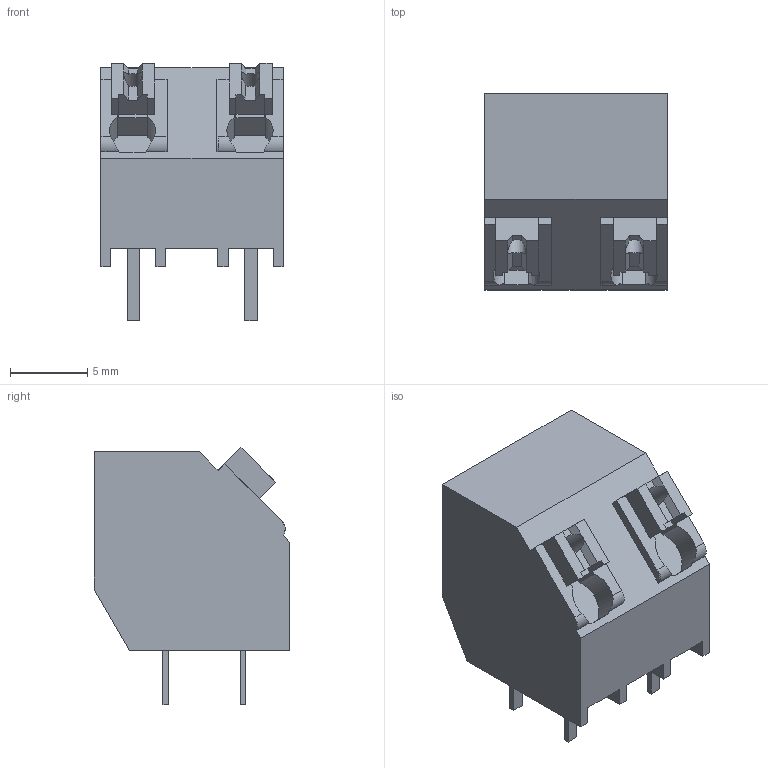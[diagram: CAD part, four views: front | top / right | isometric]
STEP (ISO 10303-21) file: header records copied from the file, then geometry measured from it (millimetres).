
FILE_DESCRIPTION(('CATIA V5 STEP Exchange','CAx-IF Rec.Pracs.--- Model Styling and Organization---1.2---2011-12-15'),'2;1');
FILE_NAME ('D1458553_0_1886180000_1886180000.stp','2018-03-26T16:27:20+00:00',('none'),('Weidmueller'),'CATIA Version 5-6 Release 2014','CATIA V5 STEP AP214','none');
FILE_SCHEMA(('AUTOMOTIVE_DESIGN { 1 0 10303 214 1 1 1 1 }'));
Length unit declared in the file: millimetre
Products named in the file (1): 1886180000
Bounding box: 11.82 x 12.7 x 16.66 mm (x, y, z)
Volume: 1330.2 mm3; surface area: 1374.9 mm2
Topology: 7 solids, 7 shells, 149 faces, 400 edges, 266 vertices
Faces by surface type: plane 136, cylinder 13
Entity records: 4449 total; most frequent: CARTESIAN_POINT 863, ORIENTED_EDGE 800, DIRECTION 601, EDGE_CURVE 400, VECTOR 355, LINE 355, VERTEX_POINT 266, EDGE_LOOP 154
